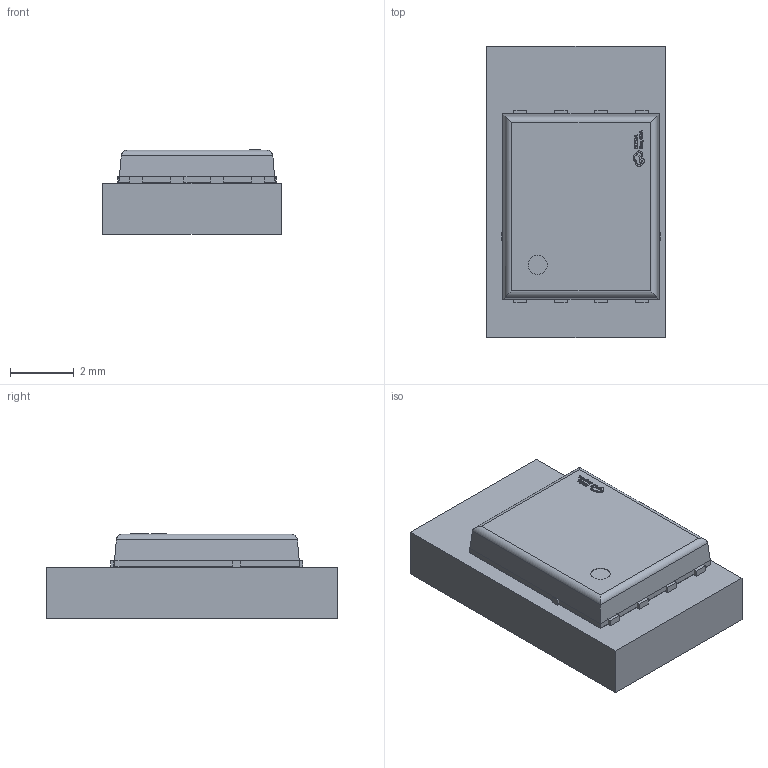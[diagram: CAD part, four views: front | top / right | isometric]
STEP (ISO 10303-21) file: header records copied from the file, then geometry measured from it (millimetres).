
FILE_DESCRIPTION(('Designed by EasyEDA Pro'),'2;1');
FILE_NAME('Open CASCADE Shape Model','2024-11-08T12:51:04',('Author'),( 'Open CASCADE'),'Open CASCADE STEP processor 7.8','Open CASCADE 7.8' ,'Unknown');
FILE_SCHEMA(('AUTOMOTIVE_DESIGN { 1 0 10303 214 1 1 1 1 }'));
Length unit declared in the file: millimetre
Products named in the file (7): PCBModel; TopTrack; BottomTrack; Board; d6QX-Q1; PQFN-8_L5.8-W4.9-P1.27-LS6.0-BL; COMPOUND
Assembly tree (6 placements, depth 4):
  PCBModel
    TopTrack
    BottomTrack
    Board
    d6QX-Q1
      PQFN-8_L5.8-W4.9-P1.27-LS6.0-BL
        COMPOUND
Bounding box: 5.59 x 9.13 x 2.65 mm (x, y, z)
Volume: 117.7 mm3; surface area: 324.1 mm2
Topology: 8 solids, 8 shells, 366 faces, 965 edges, 642 vertices
Faces by surface type: plane 248, bspline 112, cylinder 6
Entity records: 15318 total; most frequent: CARTESIAN_POINT 4096, ORIENTED_EDGE 1930, DIRECTION 1259, EDGE_CURVE 965, LINE 729, VECTOR 729, VERTEX_POINT 642, FACE_BOUND 393
